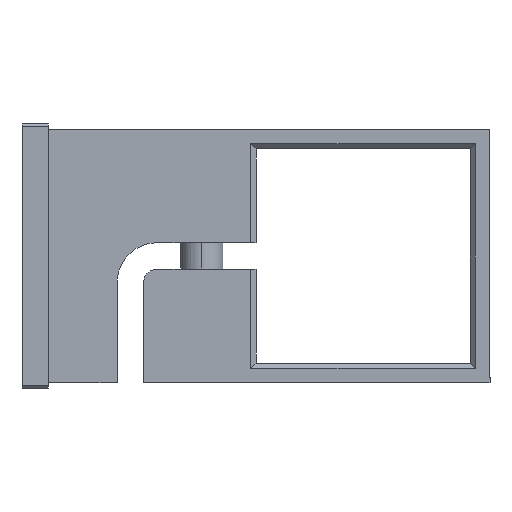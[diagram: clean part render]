
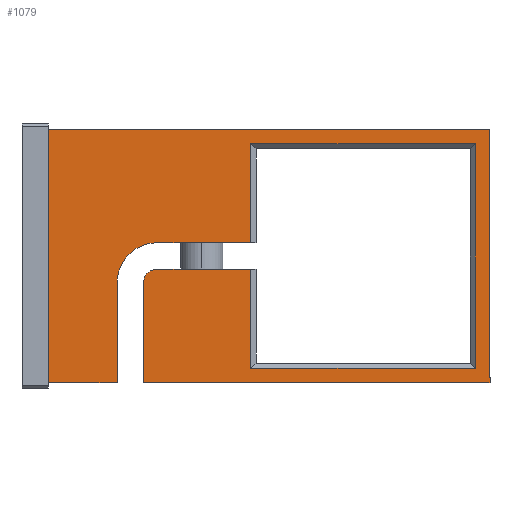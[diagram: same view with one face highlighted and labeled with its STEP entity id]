
A CAD part, front view. The second image highlights one B-rep face of the part: STEP entity #1079.
In plain terms, the highlighted face is planar.
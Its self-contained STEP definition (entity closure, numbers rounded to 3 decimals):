
#22 = EDGE_CURVE ( 'NONE', #1287, #827, #729, .T. ) ;
#38 = ORIENTED_EDGE ( 'NONE', *, *, #22, .T. ) ;
#64 = DIRECTION ( 'NONE',  ( -1., 0., 0. ) ) ;
#70 = ORIENTED_EDGE ( 'NONE', *, *, #2174, .T. ) ;
#73 = CARTESIAN_POINT ( 'NONE',  ( 21.25, 8., 41.75 ) ) ;
#137 = CARTESIAN_POINT ( 'NONE',  ( -21.25, 8., 41.75 ) ) ;
#140 = ORIENTED_EDGE ( 'NONE', *, *, #2561, .T. ) ;
#202 = EDGE_CURVE ( 'NONE', #827, #3070, #899, .T. ) ;
#262 = DIRECTION ( 'NONE',  ( 0., 0., -1. ) ) ;
#267 = CARTESIAN_POINT ( 'NONE',  ( -24., 8., 23.75 ) ) ;
#280 = VECTOR ( 'NONE', #2574, 1000. ) ;
#294 = EDGE_CURVE ( 'NONE', #3070, #3124, #4033, .T. ) ;
#390 = LINE ( 'NONE', #267, #280 ) ;
#492 = VERTEX_POINT ( 'NONE', #4090 ) ;
#497 = LINE ( 'NONE', #4007, #4002 ) ;
#511 = CARTESIAN_POINT ( 'NONE',  ( -2.5, 8., 3.5 ) ) ;
#543 = CARTESIAN_POINT ( 'NONE',  ( 5., 8., 21.25 ) ) ;
#549 = VERTEX_POINT ( 'NONE', #2457 ) ;
#559 = CARTESIAN_POINT ( 'NONE',  ( -24., 8., 3.5 ) ) ;
#570 = LINE ( 'NONE', #1367, #3298 ) ;
#572 = VERTEX_POINT ( 'NONE', #5538 ) ;
#581 = ORIENTED_EDGE ( 'NONE', *, *, #1318, .T. ) ;
#662 = VERTEX_POINT ( 'NONE', #2514 ) ;
#711 = CARTESIAN_POINT ( 'NONE',  ( 2.5, 8., 3.5 ) ) ;
#728 = DIRECTION ( 'NONE',  ( 0., 1., 0. ) ) ;
#729 = LINE ( 'NONE', #73, #3051 ) ;
#763 = LINE ( 'NONE', #4704, #5012 ) ;
#771 = LINE ( 'NONE', #1254, #5197 ) ;
#825 = CARTESIAN_POINT ( 'NONE',  ( 21.25, 8., 3.5 ) ) ;
#827 = VERTEX_POINT ( 'NONE', #825 ) ;
#899 = LINE ( 'NONE', #559, #5682 ) ;
#1026 = VERTEX_POINT ( 'NONE', #2002 ) ;
#1064 = CIRCLE ( 'NONE', #1706, 2.5 ) ;
#1079 = ADVANCED_FACE ( 'NONE', ( #1617 ), #4589, .T. ) ;
#1166 = CARTESIAN_POINT ( 'NONE',  ( 5., 8., 23.75 ) ) ;
#1175 = VECTOR ( 'NONE', #3146, 1000. ) ;
#1193 = VERTEX_POINT ( 'NONE', #3433 ) ;
#1254 = CARTESIAN_POINT ( 'NONE',  ( -24., 8., -41.75 ) ) ;
#1287 = VERTEX_POINT ( 'NONE', #5617 ) ;
#1318 = EDGE_CURVE ( 'NONE', #4830, #662, #5317, .T. ) ;
#1343 = LINE ( 'NONE', #3021, #1514 ) ;
#1367 = CARTESIAN_POINT ( 'NONE',  ( -24., 8., 41.75 ) ) ;
#1379 = CARTESIAN_POINT ( 'NONE',  ( 24., 8., 41.75 ) ) ;
#1436 = ORIENTED_EDGE ( 'NONE', *, *, #3192, .T. ) ;
#1451 = CARTESIAN_POINT ( 'NONE',  ( -2.5, 8., 21.25 ) ) ;
#1462 = VERTEX_POINT ( 'NONE', #3646 ) ;
#1498 = EDGE_CURVE ( 'NONE', #662, #1953, #771, .T. ) ;
#1514 = VECTOR ( 'NONE', #1746, 1000. ) ;
#1570 = CIRCLE ( 'NONE', #2217, 7.5 ) ;
#1572 = VERTEX_POINT ( 'NONE', #1166 ) ;
#1600 = DIRECTION ( 'NONE',  ( 0., 0., -1. ) ) ;
#1617 = FACE_OUTER_BOUND ( 'NONE', #2849, .T. ) ;
#1621 = LINE ( 'NONE', #5621, #3323 ) ;
#1636 = ORIENTED_EDGE ( 'NONE', *, *, #3510, .T. ) ;
#1706 = AXIS2_PLACEMENT_3D ( 'NONE', #543, #4538, #1924 ) ;
#1743 = EDGE_CURVE ( 'NONE', #572, #492, #4078, .T. ) ;
#1746 = DIRECTION ( 'NONE',  ( 1., 0., 0. ) ) ;
#1778 = VERTEX_POINT ( 'NONE', #511 ) ;
#1803 = EDGE_CURVE ( 'NONE', #3124, #1572, #1064, .T. ) ;
#1876 = CARTESIAN_POINT ( 'NONE',  ( 2.5, 8., 41.75 ) ) ;
#1896 = VECTOR ( 'NONE', #3162, 1000. ) ;
#1924 = DIRECTION ( 'NONE',  ( 0., 0., 1. ) ) ;
#1953 = VERTEX_POINT ( 'NONE', #2043 ) ;
#1954 = EDGE_CURVE ( 'NONE', #1026, #549, #3785, .T. ) ;
#2002 = CARTESIAN_POINT ( 'NONE',  ( 24., 8., 41.75 ) ) ;
#2043 = CARTESIAN_POINT ( 'NONE',  ( -24., 8., -41.75 ) ) ;
#2065 = ORIENTED_EDGE ( 'NONE', *, *, #3464, .T. ) ;
#2160 = ORIENTED_EDGE ( 'NONE', *, *, #294, .T. ) ;
#2162 = VERTEX_POINT ( 'NONE', #1451 ) ;
#2174 = EDGE_CURVE ( 'NONE', #1462, #1026, #570, .T. ) ;
#2217 = AXIS2_PLACEMENT_3D ( 'NONE', #2977, #2454, #5187 ) ;
#2336 = ORIENTED_EDGE ( 'NONE', *, *, #1803, .T. ) ;
#2436 = DIRECTION ( 'NONE',  ( -1., 0., 0. ) ) ;
#2454 = DIRECTION ( 'NONE',  ( 0., -1., 0. ) ) ;
#2457 = CARTESIAN_POINT ( 'NONE',  ( 24., 8., 28.75 ) ) ;
#2514 = CARTESIAN_POINT ( 'NONE',  ( 24., 8., -41.75 ) ) ;
#2561 = EDGE_CURVE ( 'NONE', #549, #1193, #763, .T. ) ;
#2574 = DIRECTION ( 'NONE',  ( 1., 0., 0. ) ) ;
#2714 = ORIENTED_EDGE ( 'NONE', *, *, #4202, .T. ) ;
#2812 = VECTOR ( 'NONE', #1600, 1000. ) ;
#2849 = EDGE_LOOP ( 'NONE', ( #140, #2065, #3429, #2714, #4361, #1436, #38, #4297, #2160, #2336, #1636, #581, #3367, #5572, #70, #3352 ) ) ;
#2977 = CARTESIAN_POINT ( 'NONE',  ( 5., 8., 21.25 ) ) ;
#2979 = DIRECTION ( 'NONE',  ( -1., 0., 0. ) ) ;
#3021 = CARTESIAN_POINT ( 'NONE',  ( -24., 8., -39. ) ) ;
#3051 = VECTOR ( 'NONE', #3587, 1000. ) ;
#3070 = VERTEX_POINT ( 'NONE', #711 ) ;
#3092 = VECTOR ( 'NONE', #262, 1000. ) ;
#3124 = VERTEX_POINT ( 'NONE', #5259 ) ;
#3146 = DIRECTION ( 'NONE',  ( 0., 0., 1. ) ) ;
#3152 = VECTOR ( 'NONE', #3223, 1000. ) ;
#3162 = DIRECTION ( 'NONE',  ( 0., 0., -1. ) ) ;
#3192 = EDGE_CURVE ( 'NONE', #492, #1287, #1343, .T. ) ;
#3223 = DIRECTION ( 'NONE',  ( 0., 0., -1. ) ) ;
#3298 = VECTOR ( 'NONE', #5422, 1000. ) ;
#3323 = VECTOR ( 'NONE', #4640, 1000. ) ;
#3345 = CARTESIAN_POINT ( 'NONE',  ( -24., 8., 41.75 ) ) ;
#3352 = ORIENTED_EDGE ( 'NONE', *, *, #1954, .T. ) ;
#3367 = ORIENTED_EDGE ( 'NONE', *, *, #1498, .T. ) ;
#3429 = ORIENTED_EDGE ( 'NONE', *, *, #4534, .T. ) ;
#3433 = CARTESIAN_POINT ( 'NONE',  ( 5., 8., 28.75 ) ) ;
#3464 = EDGE_CURVE ( 'NONE', #1193, #2162, #1570, .T. ) ;
#3510 = EDGE_CURVE ( 'NONE', #1572, #4830, #390, .T. ) ;
#3563 = EDGE_CURVE ( 'NONE', #1953, #1462, #1621, .T. ) ;
#3587 = DIRECTION ( 'NONE',  ( 0., 0., 1. ) ) ;
#3646 = CARTESIAN_POINT ( 'NONE',  ( -24., 8., 41.75 ) ) ;
#3785 = LINE ( 'NONE', #5541, #2812 ) ;
#4002 = VECTOR ( 'NONE', #64, 1000. ) ;
#4007 = CARTESIAN_POINT ( 'NONE',  ( -24., 8., 3.5 ) ) ;
#4033 = LINE ( 'NONE', #1876, #1175 ) ;
#4078 = LINE ( 'NONE', #137, #1896 ) ;
#4090 = CARTESIAN_POINT ( 'NONE',  ( -21.25, 8., -39. ) ) ;
#4115 = CARTESIAN_POINT ( 'NONE',  ( 24., 8., 23.75 ) ) ;
#4201 = CARTESIAN_POINT ( 'NONE',  ( -2.5, 8., 41.75 ) ) ;
#4202 = EDGE_CURVE ( 'NONE', #1778, #572, #497, .T. ) ;
#4234 = DIRECTION ( 'NONE',  ( 0., 0., 1. ) ) ;
#4297 = ORIENTED_EDGE ( 'NONE', *, *, #202, .T. ) ;
#4361 = ORIENTED_EDGE ( 'NONE', *, *, #1743, .T. ) ;
#4491 = DIRECTION ( 'NONE',  ( -1., 0., 0. ) ) ;
#4534 = EDGE_CURVE ( 'NONE', #2162, #1778, #5073, .T. ) ;
#4538 = DIRECTION ( 'NONE',  ( 0., 1., 0. ) ) ;
#4589 = PLANE ( 'NONE',  #5505 ) ;
#4640 = DIRECTION ( 'NONE',  ( 0., 0., 1. ) ) ;
#4704 = CARTESIAN_POINT ( 'NONE',  ( -24., 8., 28.75 ) ) ;
#4830 = VERTEX_POINT ( 'NONE', #4115 ) ;
#5012 = VECTOR ( 'NONE', #2979, 1000. ) ;
#5073 = LINE ( 'NONE', #4201, #3092 ) ;
#5187 = DIRECTION ( 'NONE',  ( 0., 0., 1. ) ) ;
#5197 = VECTOR ( 'NONE', #2436, 1000. ) ;
#5259 = CARTESIAN_POINT ( 'NONE',  ( 2.5, 8., 21.25 ) ) ;
#5317 = LINE ( 'NONE', #1379, #3152 ) ;
#5422 = DIRECTION ( 'NONE',  ( 1., 0., 0. ) ) ;
#5505 = AXIS2_PLACEMENT_3D ( 'NONE', #3345, #728, #4234 ) ;
#5538 = CARTESIAN_POINT ( 'NONE',  ( -21.25, 8., 3.5 ) ) ;
#5541 = CARTESIAN_POINT ( 'NONE',  ( 24., 8., 41.75 ) ) ;
#5572 = ORIENTED_EDGE ( 'NONE', *, *, #3563, .T. ) ;
#5617 = CARTESIAN_POINT ( 'NONE',  ( 21.25, 8., -39. ) ) ;
#5621 = CARTESIAN_POINT ( 'NONE',  ( -24., 8., 41.75 ) ) ;
#5682 = VECTOR ( 'NONE', #4491, 1000. ) ;
